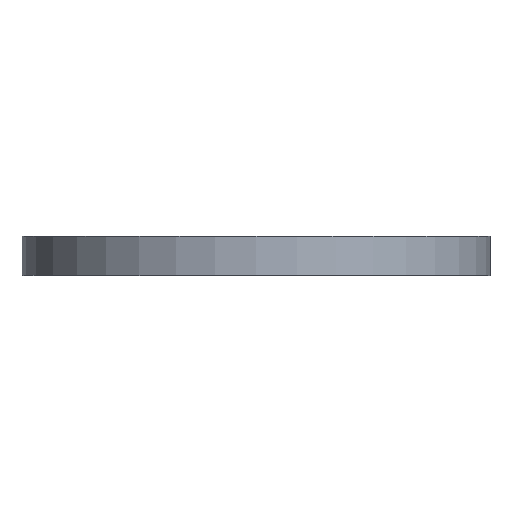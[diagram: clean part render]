
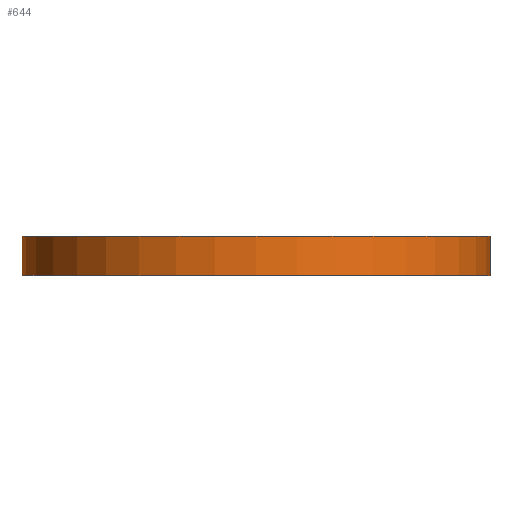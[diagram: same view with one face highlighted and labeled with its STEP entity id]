
A CAD part, front view. The second image highlights one B-rep face of the part: STEP entity #644.
In plain terms, the highlighted cylindrical face has radius 60 mm (diameter 120 mm), a partial arc.
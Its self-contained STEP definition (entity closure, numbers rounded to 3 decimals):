
#47 = EDGE_CURVE ( 'NONE', #1919, #2276, #568, .T. ) ;
#80 = CARTESIAN_POINT ( 'NONE',  ( -60., 0., -5. ) ) ;
#273 = DIRECTION ( 'NONE',  ( 0., 0., 1. ) ) ;
#290 = DIRECTION ( 'NONE',  ( 0., 0., -1. ) ) ;
#325 = DIRECTION ( 'NONE',  ( 1., 0., 0. ) ) ;
#432 = EDGE_LOOP ( 'NONE', ( #3410, #1952, #3502, #1647 ) ) ;
#568 = CIRCLE ( 'NONE', #3382, 60. ) ;
#594 = CARTESIAN_POINT ( 'NONE',  ( 0., 0., 5. ) ) ;
#644 = ADVANCED_FACE ( 'NONE', ( #1488 ), #2795, .T. ) ;
#716 = VECTOR ( 'NONE', #290, 1000. ) ;
#898 = CARTESIAN_POINT ( 'NONE',  ( 60., 0., 5. ) ) ;
#1180 = AXIS2_PLACEMENT_3D ( 'NONE', #3927, #2267, #3950 ) ;
#1334 = DIRECTION ( 'NONE',  ( 0., 0., -1. ) ) ;
#1351 = EDGE_CURVE ( 'NONE', #1615, #2095, #2914, .T. ) ;
#1405 = AXIS2_PLACEMENT_3D ( 'NONE', #594, #273, #2852 ) ;
#1488 = FACE_OUTER_BOUND ( 'NONE', #432, .T. ) ;
#1615 = VERTEX_POINT ( 'NONE', #2219 ) ;
#1634 = CARTESIAN_POINT ( 'NONE',  ( 60., 0., -5. ) ) ;
#1647 = ORIENTED_EDGE ( 'NONE', *, *, #47, .T. ) ;
#1919 = VERTEX_POINT ( 'NONE', #80 ) ;
#1952 = ORIENTED_EDGE ( 'NONE', *, *, #1351, .F. ) ;
#2095 = VERTEX_POINT ( 'NONE', #898 ) ;
#2219 = CARTESIAN_POINT ( 'NONE',  ( -60., 0., 5. ) ) ;
#2267 = DIRECTION ( 'NONE',  ( 0., 0., -1. ) ) ;
#2276 = VERTEX_POINT ( 'NONE', #1634 ) ;
#2645 = LINE ( 'NONE', #3961, #2887 ) ;
#2795 = CYLINDRICAL_SURFACE ( 'NONE', #1180, 60. ) ;
#2852 = DIRECTION ( 'NONE',  ( 1., 0., 0. ) ) ;
#2865 = LINE ( 'NONE', #2890, #716 ) ;
#2887 = VECTOR ( 'NONE', #1334, 1000. ) ;
#2890 = CARTESIAN_POINT ( 'NONE',  ( 60., 0., 5. ) ) ;
#2914 = CIRCLE ( 'NONE', #1405, 60. ) ;
#3316 = EDGE_CURVE ( 'NONE', #1615, #1919, #2645, .T. ) ;
#3382 = AXIS2_PLACEMENT_3D ( 'NONE', #3599, #3930, #325 ) ;
#3410 = ORIENTED_EDGE ( 'NONE', *, *, #4051, .F. ) ;
#3502 = ORIENTED_EDGE ( 'NONE', *, *, #3316, .T. ) ;
#3599 = CARTESIAN_POINT ( 'NONE',  ( 0., 0., -5. ) ) ;
#3927 = CARTESIAN_POINT ( 'NONE',  ( 0., 0., 5. ) ) ;
#3930 = DIRECTION ( 'NONE',  ( 0., 0., 1. ) ) ;
#3950 = DIRECTION ( 'NONE',  ( -1., 0., 0. ) ) ;
#3961 = CARTESIAN_POINT ( 'NONE',  ( -60., 0., 5. ) ) ;
#4051 = EDGE_CURVE ( 'NONE', #2095, #2276, #2865, .T. ) ;
